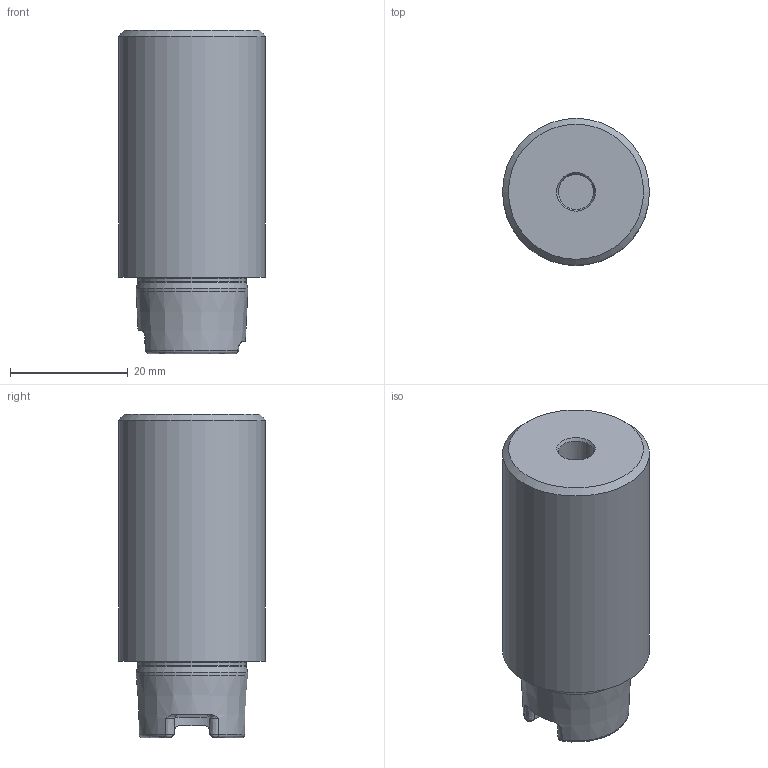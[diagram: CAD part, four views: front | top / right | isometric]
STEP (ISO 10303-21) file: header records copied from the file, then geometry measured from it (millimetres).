
FILE_DESCRIPTION(/* description */ (''),/* implementation_level */ '2;1');
FILE_NAME(/* name */ 'W2120007A.stp',/* time_stamp */ '2009-03-31T11:20:18+02:00',/* author */ (''),/* organization */ (''),/* preprocessor_version */ 'ST-DEVELOPER v11',/* originating_system */ 'UGS - NX 5.0',/* authorisation */ '');
FILE_SCHEMA (('AUTOMOTIVE_DESIGN { 1 0 10303 214 0 1 1 1 }'));
Length unit declared in the file: millimetre
Products named in the file (1): KrisBB0A18a1
Bounding box: 25 x 25 x 55 mm (x, y, z)
Volume: 22660.4 mm3; surface area: 5606.5 mm2
Topology: 1 solids, 1 shells, 52 faces, 125 edges, 78 vertices
Faces by surface type: plane 19, bspline 12, cylinder 10, cone 6, torus 5
Full cylindrical faces by diameter (mm): 5 x1, 6 x1, 13 x1, 18.4 x1, 19 x1, 25 x1
Entity records: 1890 total; most frequent: CARTESIAN_POINT 851, ORIENTED_EDGE 210, DIRECTION 188, EDGE_CURVE 105, AXIS2_PLACEMENT_3D 84, VERTEX_POINT 71, EDGE_LOOP 68, ADVANCED_FACE 52
